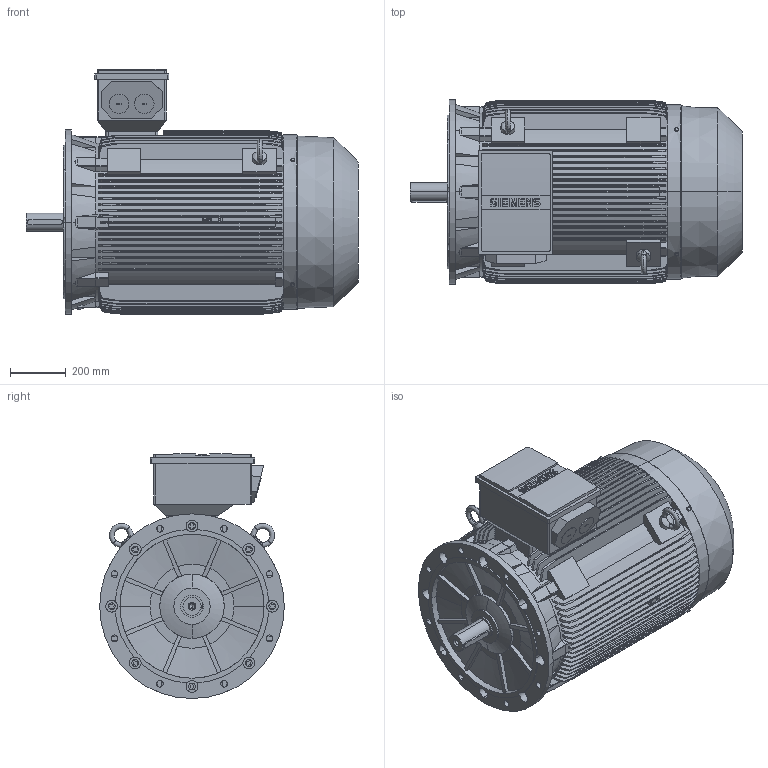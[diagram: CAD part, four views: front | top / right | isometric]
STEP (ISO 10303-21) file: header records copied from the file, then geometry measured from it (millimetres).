
FILE_DESCRIPTION(('STEP AP214'),'1');
FILE_NAME('cctmp_1FA93EFC-ECAD-4A9E-AAD4-45E6B3F7A15A_2023_06_26_11_22_58_0897..stp','2023-06-26T09:23:00',('SIEMENS A&D'),('CADClick - www.CADClick.com'),'Spatial InterOp 3D',' ','unknown authorization');
FILE_SCHEMA(('AUTOMOTIVE_DESIGN'));
Length unit declared in the file: millimetre
Products named in the file (1): 1
Bounding box: 1187 x 660 x 876 mm (x, y, z)
Volume: 303227475.7 mm3; surface area: 7061228 mm2
Topology: 7 solids, 7 shells, 1494 faces, 4158 edges, 2715 vertices
Faces by surface type: plane 722, cylinder 416, torus 300, cone 56
Entity records: 72560 total; most frequent: CARTESIAN_POINT 23066, ORIENTED_EDGE 8304, DIRECTION 7338, EDGE_CURVE 4152, VERTEX_POINT 2715, AXIS2_PLACEMENT_3D 2635, LINE 2068, VECTOR 2068
